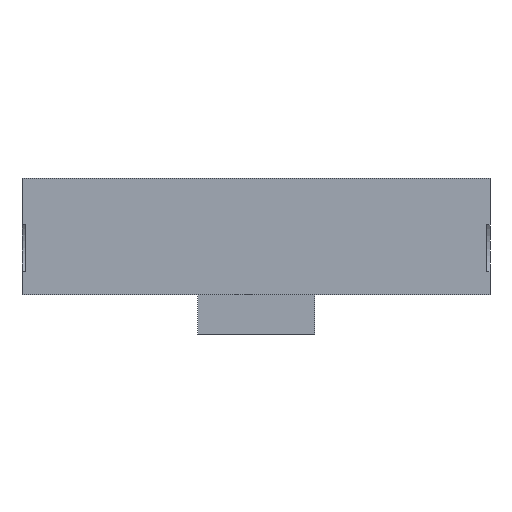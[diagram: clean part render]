
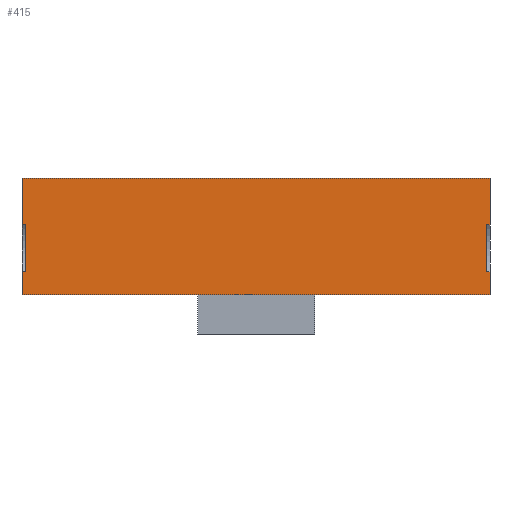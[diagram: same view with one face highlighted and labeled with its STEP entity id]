
A CAD part, front view. The second image highlights one B-rep face of the part: STEP entity #415.
In plain terms, the highlighted planar face has unit normal (0, -1, 0).
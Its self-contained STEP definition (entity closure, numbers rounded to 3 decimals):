
#21 = LINE ( 'NONE', #1016, #1497 ) ;
#48 = CARTESIAN_POINT ( 'NONE',  ( 294.048, 63.912, 18. ) ) ;
#62 = FACE_OUTER_BOUND ( 'NONE', #1069, .T. ) ;
#65 = VERTEX_POINT ( 'NONE', #1411 ) ;
#88 = EDGE_CURVE ( 'NONE', #1463, #547, #1269, .T. ) ;
#107 = LINE ( 'NONE', #601, #1145 ) ;
#125 = EDGE_CURVE ( 'NONE', #559, #1193, #107, .T. ) ;
#156 = CARTESIAN_POINT ( 'NONE',  ( 295.048, 63.912, 6. ) ) ;
#183 = DIRECTION ( 'NONE',  ( 0., 0., -1. ) ) ;
#188 = VECTOR ( 'NONE', #183, 1000. ) ;
#227 = CARTESIAN_POINT ( 'NONE',  ( 413.048, 63.912, 18. ) ) ;
#240 = EDGE_CURVE ( 'NONE', #1278, #383, #1548, .T. ) ;
#276 = CARTESIAN_POINT ( 'NONE',  ( 294.048, 63.912, 0. ) ) ;
#286 = CARTESIAN_POINT ( 'NONE',  ( 413.048, 63.912, 6. ) ) ;
#289 = VECTOR ( 'NONE', #1441, 1000. ) ;
#315 = VECTOR ( 'NONE', #1340, 1000. ) ;
#338 = DIRECTION ( 'NONE',  ( 0., 0., -1. ) ) ;
#346 = VECTOR ( 'NONE', #876, 1000. ) ;
#383 = VERTEX_POINT ( 'NONE', #286 ) ;
#385 = EDGE_CURVE ( 'NONE', #65, #1113, #405, .T. ) ;
#405 = LINE ( 'NONE', #663, #1469 ) ;
#415 = ADVANCED_FACE ( 'NONE', ( #62 ), #556, .F. ) ;
#443 = EDGE_CURVE ( 'NONE', #1463, #1589, #803, .T. ) ;
#488 = CARTESIAN_POINT ( 'NONE',  ( 295.048, 63.912, 18. ) ) ;
#490 = EDGE_CURVE ( 'NONE', #547, #1122, #710, .T. ) ;
#506 = LINE ( 'NONE', #513, #346 ) ;
#509 = ORIENTED_EDGE ( 'NONE', *, *, #125, .F. ) ;
#511 = ORIENTED_EDGE ( 'NONE', *, *, #490, .F. ) ;
#512 = LINE ( 'NONE', #724, #1203 ) ;
#513 = CARTESIAN_POINT ( 'NONE',  ( 413.048, 63.912, 6. ) ) ;
#540 = EDGE_CURVE ( 'NONE', #1122, #1404, #970, .T. ) ;
#547 = VERTEX_POINT ( 'NONE', #1311 ) ;
#556 = PLANE ( 'NONE',  #1248 ) ;
#559 = VERTEX_POINT ( 'NONE', #827 ) ;
#569 = CARTESIAN_POINT ( 'NONE',  ( 414.048, 63.912, 18. ) ) ;
#570 = ORIENTED_EDGE ( 'NONE', *, *, #443, .T. ) ;
#601 = CARTESIAN_POINT ( 'NONE',  ( 414.048, 63.912, 30. ) ) ;
#656 = DIRECTION ( 'NONE',  ( 1., 0., 0. ) ) ;
#663 = CARTESIAN_POINT ( 'NONE',  ( 294.048, 63.912, 30. ) ) ;
#688 = ORIENTED_EDGE ( 'NONE', *, *, #88, .F. ) ;
#696 = CARTESIAN_POINT ( 'NONE',  ( 295.048, 63.912, 18. ) ) ;
#697 = EDGE_CURVE ( 'NONE', #559, #383, #506, .T. ) ;
#710 = LINE ( 'NONE', #1064, #727 ) ;
#724 = CARTESIAN_POINT ( 'NONE',  ( 414.048, 63.912, 30. ) ) ;
#727 = VECTOR ( 'NONE', #1566, 1000. ) ;
#751 = VECTOR ( 'NONE', #1166, 1000. ) ;
#770 = DIRECTION ( 'NONE',  ( 0., 0., -1. ) ) ;
#773 = LINE ( 'NONE', #1271, #188 ) ;
#803 = LINE ( 'NONE', #1159, #991 ) ;
#809 = ORIENTED_EDGE ( 'NONE', *, *, #824, .T. ) ;
#824 = EDGE_CURVE ( 'NONE', #1589, #1193, #1041, .T. ) ;
#827 = CARTESIAN_POINT ( 'NONE',  ( 414.048, 63.912, 6. ) ) ;
#876 = DIRECTION ( 'NONE',  ( -1., 0., 0. ) ) ;
#915 = CARTESIAN_POINT ( 'NONE',  ( 294.048, 63.912, 30. ) ) ;
#916 = VECTOR ( 'NONE', #1266, 1000. ) ;
#929 = ORIENTED_EDGE ( 'NONE', *, *, #1011, .F. ) ;
#970 = LINE ( 'NONE', #696, #289 ) ;
#974 = DIRECTION ( 'NONE',  ( 0., 0., -1. ) ) ;
#991 = VECTOR ( 'NONE', #770, 1000. ) ;
#1011 = EDGE_CURVE ( 'NONE', #1113, #1455, #512, .T. ) ;
#1016 = CARTESIAN_POINT ( 'NONE',  ( 413.048, 63.912, 18. ) ) ;
#1029 = ORIENTED_EDGE ( 'NONE', *, *, #540, .F. ) ;
#1041 = LINE ( 'NONE', #276, #916 ) ;
#1051 = ORIENTED_EDGE ( 'NONE', *, *, #1224, .T. ) ;
#1057 = DIRECTION ( 'NONE',  ( 0., 1., 0. ) ) ;
#1064 = CARTESIAN_POINT ( 'NONE',  ( 295.048, 63.912, 30. ) ) ;
#1069 = EDGE_LOOP ( 'NONE', ( #688, #570, #809, #509, #1431, #1281, #1306, #929, #1553, #1051, #1029, #511 ) ) ;
#1107 = CARTESIAN_POINT ( 'NONE',  ( 414.048, 63.912, 30. ) ) ;
#1113 = VERTEX_POINT ( 'NONE', #1107 ) ;
#1122 = VERTEX_POINT ( 'NONE', #488 ) ;
#1145 = VECTOR ( 'NONE', #338, 1000. ) ;
#1151 = DIRECTION ( 'NONE',  ( 0., 0., 1. ) ) ;
#1159 = CARTESIAN_POINT ( 'NONE',  ( 294.048, 63.912, 30. ) ) ;
#1163 = CARTESIAN_POINT ( 'NONE',  ( 294.048, 63.912, 6. ) ) ;
#1166 = DIRECTION ( 'NONE',  ( 1., 0., 0. ) ) ;
#1193 = VERTEX_POINT ( 'NONE', #1389 ) ;
#1198 = EDGE_CURVE ( 'NONE', #1278, #1455, #21, .T. ) ;
#1203 = VECTOR ( 'NONE', #974, 1000. ) ;
#1224 = EDGE_CURVE ( 'NONE', #65, #1404, #773, .T. ) ;
#1248 = AXIS2_PLACEMENT_3D ( 'NONE', #915, #1057, #1151 ) ;
#1266 = DIRECTION ( 'NONE',  ( 1., 0., 0. ) ) ;
#1269 = LINE ( 'NONE', #156, #751 ) ;
#1271 = CARTESIAN_POINT ( 'NONE',  ( 294.048, 63.912, 30. ) ) ;
#1278 = VERTEX_POINT ( 'NONE', #227 ) ;
#1281 = ORIENTED_EDGE ( 'NONE', *, *, #240, .F. ) ;
#1306 = ORIENTED_EDGE ( 'NONE', *, *, #1198, .T. ) ;
#1311 = CARTESIAN_POINT ( 'NONE',  ( 295.048, 63.912, 6. ) ) ;
#1328 = CARTESIAN_POINT ( 'NONE',  ( 413.048, 63.912, 30. ) ) ;
#1334 = CARTESIAN_POINT ( 'NONE',  ( 294.048, 63.912, 0. ) ) ;
#1340 = DIRECTION ( 'NONE',  ( 0., 0., -1. ) ) ;
#1389 = CARTESIAN_POINT ( 'NONE',  ( 414.048, 63.912, 0. ) ) ;
#1404 = VERTEX_POINT ( 'NONE', #48 ) ;
#1411 = CARTESIAN_POINT ( 'NONE',  ( 294.048, 63.912, 30. ) ) ;
#1431 = ORIENTED_EDGE ( 'NONE', *, *, #697, .T. ) ;
#1441 = DIRECTION ( 'NONE',  ( -1., 0., 0. ) ) ;
#1455 = VERTEX_POINT ( 'NONE', #569 ) ;
#1463 = VERTEX_POINT ( 'NONE', #1163 ) ;
#1469 = VECTOR ( 'NONE', #656, 1000. ) ;
#1494 = DIRECTION ( 'NONE',  ( 1., 0., 0. ) ) ;
#1497 = VECTOR ( 'NONE', #1494, 1000. ) ;
#1548 = LINE ( 'NONE', #1328, #315 ) ;
#1553 = ORIENTED_EDGE ( 'NONE', *, *, #385, .F. ) ;
#1566 = DIRECTION ( 'NONE',  ( 0., 0., 1. ) ) ;
#1589 = VERTEX_POINT ( 'NONE', #1334 ) ;
